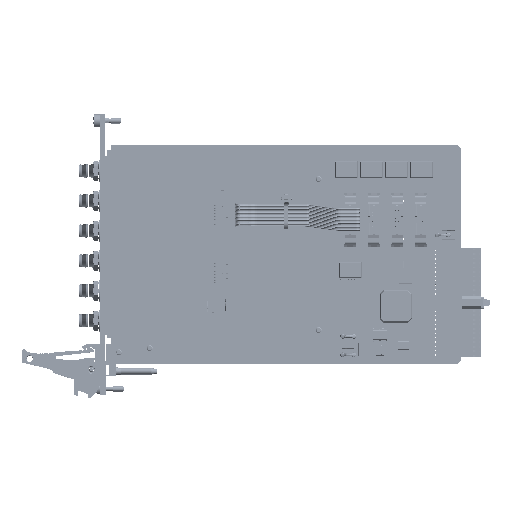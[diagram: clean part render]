
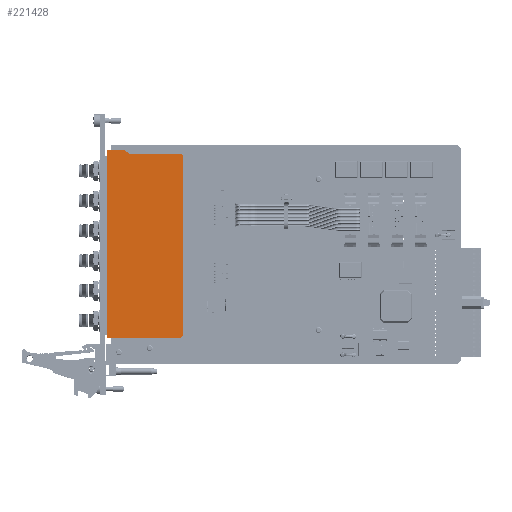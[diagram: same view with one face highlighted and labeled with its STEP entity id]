
A CAD part, top view. The second image highlights one B-rep face of the part: STEP entity #221428.
In plain terms, the highlighted planar face has unit normal (0, 0, 1).
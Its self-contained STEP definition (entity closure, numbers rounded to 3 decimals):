
#3884 = ORIENTED_EDGE ( 'NONE', *, *, #52912, .T. ) ;
#3886 = ORIENTED_EDGE ( 'NONE', *, *, #52903, .T. ) ;
#3888 = ORIENTED_EDGE ( 'NONE', *, *, #52894, .T. ) ;
#3890 = ORIENTED_EDGE ( 'NONE', *, *, #52885, .T. ) ;
#3891 = ORIENTED_EDGE ( 'NONE', *, *, #52874, .T. ) ;
#3893 = ORIENTED_EDGE ( 'NONE', *, *, #52864, .T. ) ;
#3895 = ORIENTED_EDGE ( 'NONE', *, *, #52855, .T. ) ;
#3897 = ORIENTED_EDGE ( 'NONE', *, *, #52845, .T. ) ;
#3899 = ORIENTED_EDGE ( 'NONE', *, *, #52835, .T. ) ;
#3901 = ORIENTED_EDGE ( 'NONE', *, *, #52826, .T. ) ;
#3903 = ORIENTED_EDGE ( 'NONE', *, *, #52919, .T. ) ;
#3905 = ORIENTED_EDGE ( 'NONE', *, *, #52922, .T. ) ;
#19168 = PLANE ( 'NONE',  #140869 ) ;
#19183 = CARTESIAN_POINT ( 'NONE',  ( -68.399, -36.997, 46.845 ) ) ;
#19184 = DIRECTION ( 'NONE',  ( 0., 0., 1. ) ) ;
#19186 = DIRECTION ( 'NONE',  ( 1., 0., 0. ) ) ;
#23062 = FACE_OUTER_BOUND ( 'NONE', #77358, .T. ) ;
#52826 = EDGE_CURVE ( 'NONE', #282184, #282175, #66313, .T. ) ;
#52835 = EDGE_CURVE ( 'NONE', #282187, #282184, #67137, .T. ) ;
#52845 = EDGE_CURVE ( 'NONE', #282189, #282187, #67148, .T. ) ;
#52855 = EDGE_CURVE ( 'NONE', #282191, #282189, #67163, .T. ) ;
#52864 = EDGE_CURVE ( 'NONE', #282194, #282191, #67184, .T. ) ;
#52874 = EDGE_CURVE ( 'NONE', #282198, #282194, #67200, .T. ) ;
#52885 = EDGE_CURVE ( 'NONE', #282201, #282198, #67222, .T. ) ;
#52894 = EDGE_CURVE ( 'NONE', #282203, #282201, #67236, .T. ) ;
#52903 = EDGE_CURVE ( 'NONE', #282205, #282203, #67259, .T. ) ;
#52912 = EDGE_CURVE ( 'NONE', #282207, #282205, #67271, .T. ) ;
#52919 = EDGE_CURVE ( 'NONE', #282175, #282202, #67301, .T. ) ;
#52922 = EDGE_CURVE ( 'NONE', #282202, #282207, #67307, .T. ) ;
#66313 = LINE ( 'NONE', #78309, #67140 ) ;
#67137 = CIRCLE ( 'NONE', #166083, 1. ) ;
#67140 = VECTOR ( 'NONE', #78334, 1000. ) ;
#67148 = LINE ( 'NONE', #78359, #67174 ) ;
#67163 = CIRCLE ( 'NONE', #166091, 1. ) ;
#67174 = VECTOR ( 'NONE', #78374, 1000. ) ;
#67184 = LINE ( 'NONE', #78395, #67210 ) ;
#67200 = CIRCLE ( 'NONE', #166102, 1. ) ;
#67210 = VECTOR ( 'NONE', #78409, 1000. ) ;
#67222 = LINE ( 'NONE', #78431, #67247 ) ;
#67236 = CIRCLE ( 'NONE', #166111, 1. ) ;
#67247 = VECTOR ( 'NONE', #78445, 1000. ) ;
#67259 = LINE ( 'NONE', #78467, #67283 ) ;
#67271 = CIRCLE ( 'NONE', #166123, 0.3 ) ;
#67283 = VECTOR ( 'NONE', #78481, 1000. ) ;
#67301 = CIRCLE ( 'NONE', #166127, 0.3 ) ;
#67307 = LINE ( 'NONE', #78502, #67315 ) ;
#67315 = VECTOR ( 'NONE', #78504, 1000. ) ;
#77358 = EDGE_LOOP ( 'NONE', ( #3884, #3886, #3888, #3890, #3891, #3893, #3895, #3897, #3899, #3901, #3903, #3905 ) ) ;
#78309 = CARTESIAN_POINT ( 'NONE',  ( -61.132, 48.486, 46.845 ) ) ;
#78334 = DIRECTION ( 'NONE',  ( -1., 0., 0. ) ) ;
#78359 = CARTESIAN_POINT ( 'NONE',  ( -58.569, 46.866, 46.845 ) ) ;
#78361 = CARTESIAN_POINT ( 'NONE',  ( -61.132, 47.486, 46.845 ) ) ;
#78364 = DIRECTION ( 'NONE',  ( 0., 0., 1. ) ) ;
#78365 = DIRECTION ( 'NONE',  ( 1., 0., 0. ) ) ;
#78374 = DIRECTION ( 'NONE',  ( -0.81, 0.586, 0. ) ) ;
#78395 = CARTESIAN_POINT ( 'NONE',  ( -55.837, 46.676, 46.845 ) ) ;
#78397 = CARTESIAN_POINT ( 'NONE',  ( -57.983, 47.676, 46.845 ) ) ;
#78399 = DIRECTION ( 'NONE',  ( 0., 0., -1. ) ) ;
#78401 = DIRECTION ( 'NONE',  ( -1., 0., 0. ) ) ;
#78409 = DIRECTION ( 'NONE',  ( -1., 0., 0. ) ) ;
#78431 = CARTESIAN_POINT ( 'NONE',  ( -34.082, 45.676, 46.845 ) ) ;
#78432 = CARTESIAN_POINT ( 'NONE',  ( -35.082, 45.676, 46.845 ) ) ;
#78435 = DIRECTION ( 'NONE',  ( 0., 0., 1. ) ) ;
#78437 = DIRECTION ( 'NONE',  ( 1., 0., 0. ) ) ;
#78445 = DIRECTION ( 'NONE',  ( 0., 1., 0. ) ) ;
#78467 = CARTESIAN_POINT ( 'NONE',  ( -35.082, -37.297, 46.845 ) ) ;
#78469 = CARTESIAN_POINT ( 'NONE',  ( -35.082, -36.297, 46.845 ) ) ;
#78471 = DIRECTION ( 'NONE',  ( 0., 0., 1. ) ) ;
#78472 = DIRECTION ( 'NONE',  ( -1., 0., 0. ) ) ;
#78481 = DIRECTION ( 'NONE',  ( 1., 0., 0. ) ) ;
#78502 = CARTESIAN_POINT ( 'NONE',  ( -68.699, 48.186, 46.845 ) ) ;
#78504 = DIRECTION ( 'NONE',  ( 0., -1., 0. ) ) ;
#78506 = CARTESIAN_POINT ( 'NONE',  ( -68.399, -36.997, 46.845 ) ) ;
#78507 = DIRECTION ( 'NONE',  ( 0., 0., 1. ) ) ;
#78508 = DIRECTION ( 'NONE',  ( 1., 0., 0. ) ) ;
#78518 = CARTESIAN_POINT ( 'NONE',  ( -68.399, 48.186, 46.845 ) ) ;
#78520 = DIRECTION ( 'NONE',  ( 0., 0., 1. ) ) ;
#78522 = DIRECTION ( 'NONE',  ( -1., 0., 0. ) ) ;
#140869 = AXIS2_PLACEMENT_3D ( 'NONE', #19183, #19184, #19186 ) ;
#166083 = AXIS2_PLACEMENT_3D ( 'NONE', #78361, #78364, #78365 ) ;
#166091 = AXIS2_PLACEMENT_3D ( 'NONE', #78397, #78399, #78401 ) ;
#166102 = AXIS2_PLACEMENT_3D ( 'NONE', #78432, #78435, #78437 ) ;
#166111 = AXIS2_PLACEMENT_3D ( 'NONE', #78469, #78471, #78472 ) ;
#166123 = AXIS2_PLACEMENT_3D ( 'NONE', #78506, #78507, #78508 ) ;
#166127 = AXIS2_PLACEMENT_3D ( 'NONE', #78518, #78520, #78522 ) ;
#221428 = ADVANCED_FACE ( 'NONE', ( #23062 ), #19168, .T. ) ;
#282175 = VERTEX_POINT ( 'NONE', #299575 ) ;
#282184 = VERTEX_POINT ( 'NONE', #299586 ) ;
#282187 = VERTEX_POINT ( 'NONE', #299594 ) ;
#282189 = VERTEX_POINT ( 'NONE', #299598 ) ;
#282191 = VERTEX_POINT ( 'NONE', #299603 ) ;
#282194 = VERTEX_POINT ( 'NONE', #299607 ) ;
#282198 = VERTEX_POINT ( 'NONE', #299613 ) ;
#282201 = VERTEX_POINT ( 'NONE', #299618 ) ;
#282202 = VERTEX_POINT ( 'NONE', #299620 ) ;
#282203 = VERTEX_POINT ( 'NONE', #299622 ) ;
#282205 = VERTEX_POINT ( 'NONE', #299624 ) ;
#282207 = VERTEX_POINT ( 'NONE', #299630 ) ;
#299575 = CARTESIAN_POINT ( 'NONE',  ( -68.399, 48.486, 46.845 ) ) ;
#299586 = CARTESIAN_POINT ( 'NONE',  ( -61.132, 48.486, 46.845 ) ) ;
#299594 = CARTESIAN_POINT ( 'NONE',  ( -60.546, 48.297, 46.845 ) ) ;
#299598 = CARTESIAN_POINT ( 'NONE',  ( -58.569, 46.866, 46.845 ) ) ;
#299603 = CARTESIAN_POINT ( 'NONE',  ( -57.983, 46.676, 46.845 ) ) ;
#299607 = CARTESIAN_POINT ( 'NONE',  ( -35.082, 46.676, 46.845 ) ) ;
#299613 = CARTESIAN_POINT ( 'NONE',  ( -34.082, 45.676, 46.845 ) ) ;
#299618 = CARTESIAN_POINT ( 'NONE',  ( -34.082, -36.297, 46.845 ) ) ;
#299620 = CARTESIAN_POINT ( 'NONE',  ( -68.699, 48.186, 46.845 ) ) ;
#299622 = CARTESIAN_POINT ( 'NONE',  ( -35.082, -37.297, 46.845 ) ) ;
#299624 = CARTESIAN_POINT ( 'NONE',  ( -68.399, -37.297, 46.845 ) ) ;
#299630 = CARTESIAN_POINT ( 'NONE',  ( -68.699, -36.997, 46.845 ) ) ;
